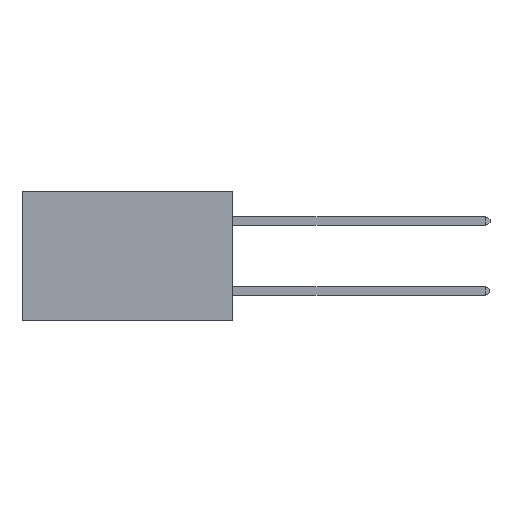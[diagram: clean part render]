
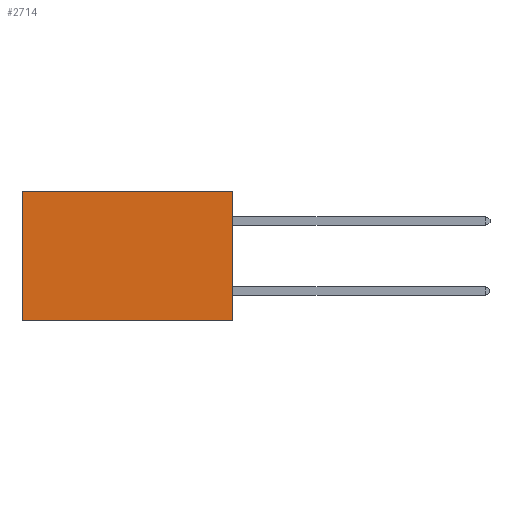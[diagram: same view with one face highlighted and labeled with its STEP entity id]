
A CAD part, left-side view. The second image highlights one B-rep face of the part: STEP entity #2714.
In plain terms, the highlighted planar face has unit normal (-1, 0, 0).
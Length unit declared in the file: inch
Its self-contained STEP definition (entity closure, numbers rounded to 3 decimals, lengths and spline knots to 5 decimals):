
#931 = ORIENTED_EDGE ( 'NONE', *, *, #5617, .T. ) ;
#1382 = LINE ( 'NONE', #8715, #3884 ) ;
#2714 = ADVANCED_FACE ( 'NONE', ( #8910 ), #8656, .F. ) ;
#2753 = CARTESIAN_POINT ( 'NONE',  ( 0.2875, 0., -0.37 ) ) ;
#3798 = LINE ( 'NONE', #9400, #10572 ) ;
#3884 = VECTOR ( 'NONE', #7848, 39.37008 ) ;
#4031 = DIRECTION ( 'NONE',  ( 0., 1., 0. ) ) ;
#4209 = ORIENTED_EDGE ( 'NONE', *, *, #5431, .F. ) ;
#4276 = ORIENTED_EDGE ( 'NONE', *, *, #9597, .T. ) ;
#4468 = VERTEX_POINT ( 'NONE', #9805 ) ;
#4962 = VERTEX_POINT ( 'NONE', #11887 ) ;
#5320 = ORIENTED_EDGE ( 'NONE', *, *, #11578, .F. ) ;
#5420 = EDGE_LOOP ( 'NONE', ( #4276, #4209, #5320, #931 ) ) ;
#5431 = EDGE_CURVE ( 'NONE', #8342, #4468, #7914, .T. ) ;
#5617 = EDGE_CURVE ( 'NONE', #4962, #9656, #3798, .T. ) ;
#5689 = DIRECTION ( 'NONE',  ( 0., 1., 0. ) ) ;
#6327 = VECTOR ( 'NONE', #10753, 39.37008 ) ;
#6447 = AXIS2_PLACEMENT_3D ( 'NONE', #8745, #8618, #8583 ) ;
#7389 = CARTESIAN_POINT ( 'NONE',  ( 0.2875, 0.6, 0. ) ) ;
#7848 = DIRECTION ( 'NONE',  ( 0., 0., -1. ) ) ;
#7914 = LINE ( 'NONE', #2753, #9939 ) ;
#8342 = VERTEX_POINT ( 'NONE', #9648 ) ;
#8583 = DIRECTION ( 'NONE',  ( 0., 0., -1. ) ) ;
#8618 = DIRECTION ( 'NONE',  ( 1., 0., 0. ) ) ;
#8656 = PLANE ( 'NONE',  #6447 ) ;
#8715 = CARTESIAN_POINT ( 'NONE',  ( 0.2875, 0., 0. ) ) ;
#8745 = CARTESIAN_POINT ( 'NONE',  ( 0.2875, 0., 0. ) ) ;
#8910 = FACE_OUTER_BOUND ( 'NONE', #5420, .T. ) ;
#9239 = CARTESIAN_POINT ( 'NONE',  ( 0.2875, 0.6, 0. ) ) ;
#9400 = CARTESIAN_POINT ( 'NONE',  ( 0.2875, 0., 0. ) ) ;
#9597 = EDGE_CURVE ( 'NONE', #9656, #4468, #10907, .T. ) ;
#9648 = CARTESIAN_POINT ( 'NONE',  ( 0.2875, 0., -0.37 ) ) ;
#9656 = VERTEX_POINT ( 'NONE', #9239 ) ;
#9805 = CARTESIAN_POINT ( 'NONE',  ( 0.2875, 0.6, -0.37 ) ) ;
#9939 = VECTOR ( 'NONE', #5689, 39.37008 ) ;
#10572 = VECTOR ( 'NONE', #4031, 39.37008 ) ;
#10753 = DIRECTION ( 'NONE',  ( 0., 0., -1. ) ) ;
#10907 = LINE ( 'NONE', #7389, #6327 ) ;
#11578 = EDGE_CURVE ( 'NONE', #4962, #8342, #1382, .T. ) ;
#11887 = CARTESIAN_POINT ( 'NONE',  ( 0.2875, 0., 0. ) ) ;
